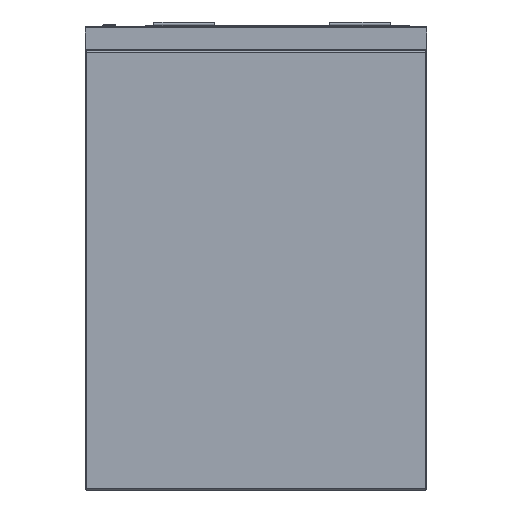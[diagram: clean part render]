
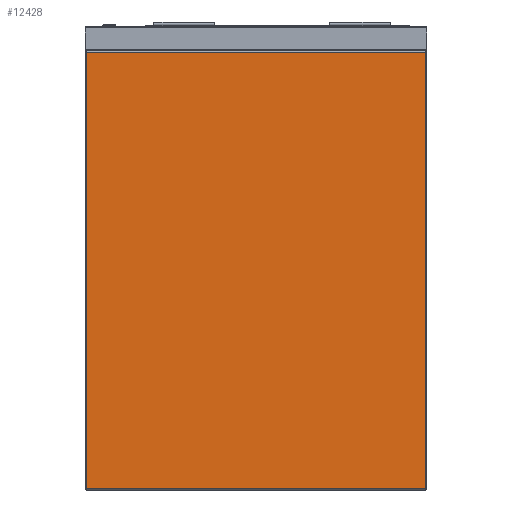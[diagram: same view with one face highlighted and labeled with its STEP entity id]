
A CAD part, left-side view. The second image highlights one B-rep face of the part: STEP entity #12428.
In plain terms, the highlighted planar face has unit normal (-1, 0, 0).
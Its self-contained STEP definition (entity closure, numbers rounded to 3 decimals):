
#708 = LINE ( 'NONE', #19299, #5379 ) ;
#1536 = DIRECTION ( 'NONE',  ( 0., 0., 1. ) ) ;
#2304 = VERTEX_POINT ( 'NONE', #11771 ) ;
#3613 = EDGE_CURVE ( 'NONE', #16361, #17718, #17264, .T. ) ;
#4735 = VECTOR ( 'NONE', #1536, 1000. ) ;
#5087 = LINE ( 'NONE', #5178, #9862 ) ;
#5165 = DIRECTION ( 'NONE',  ( 0., -1., 0. ) ) ;
#5178 = CARTESIAN_POINT ( 'NONE',  ( -1030., 278., -760. ) ) ;
#5335 = ORIENTED_EDGE ( 'NONE', *, *, #6746, .T. ) ;
#5372 = CARTESIAN_POINT ( 'NONE',  ( -1030., -278., -42. ) ) ;
#5379 = VECTOR ( 'NONE', #5165, 1000. ) ;
#5684 = ORIENTED_EDGE ( 'NONE', *, *, #7373, .T. ) ;
#6403 = CARTESIAN_POINT ( 'NONE',  ( -1030., -280., -760. ) ) ;
#6504 = ORIENTED_EDGE ( 'NONE', *, *, #15157, .T. ) ;
#6746 = EDGE_CURVE ( 'NONE', #17718, #18153, #16714, .T. ) ;
#7200 = DIRECTION ( 'NONE',  ( 0., 1., 0. ) ) ;
#7261 = ORIENTED_EDGE ( 'NONE', *, *, #3613, .T. ) ;
#7373 = EDGE_CURVE ( 'NONE', #18153, #2304, #5087, .T. ) ;
#9438 = CARTESIAN_POINT ( 'NONE',  ( -1030., -278., -760. ) ) ;
#9621 = FACE_OUTER_BOUND ( 'NONE', #10089, .T. ) ;
#9862 = VECTOR ( 'NONE', #10056, 1000. ) ;
#10056 = DIRECTION ( 'NONE',  ( 0., 0., -1. ) ) ;
#10089 = EDGE_LOOP ( 'NONE', ( #7261, #5335, #5684, #6504 ) ) ;
#10636 = AXIS2_PLACEMENT_3D ( 'NONE', #6403, #15910, #18885 ) ;
#11078 = PLANE ( 'NONE',  #10636 ) ;
#11771 = CARTESIAN_POINT ( 'NONE',  ( -1030., 278., -758. ) ) ;
#12428 = ADVANCED_FACE ( 'Fl�che7', ( #9621 ), #11078, .T. ) ;
#13301 = CARTESIAN_POINT ( 'NONE',  ( -1030., 280., -42. ) ) ;
#13729 = CARTESIAN_POINT ( 'NONE',  ( -1030., 278., -42. ) ) ;
#15157 = EDGE_CURVE ( 'NONE', #2304, #16361, #708, .T. ) ;
#15665 = VECTOR ( 'NONE', #7200, 1000. ) ;
#15910 = DIRECTION ( 'NONE',  ( -1., 0., 0. ) ) ;
#16361 = VERTEX_POINT ( 'NONE', #19701 ) ;
#16714 = LINE ( 'NONE', #13301, #15665 ) ;
#17264 = LINE ( 'NONE', #9438, #4735 ) ;
#17718 = VERTEX_POINT ( 'NONE', #5372 ) ;
#18153 = VERTEX_POINT ( 'NONE', #13729 ) ;
#18885 = DIRECTION ( 'NONE',  ( 0., 0., 1. ) ) ;
#19299 = CARTESIAN_POINT ( 'NONE',  ( -1030., -280., -758. ) ) ;
#19701 = CARTESIAN_POINT ( 'NONE',  ( -1030., -278., -758. ) ) ;
